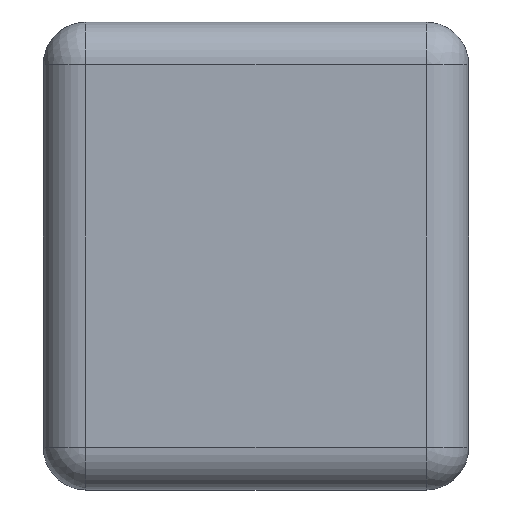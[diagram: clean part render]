
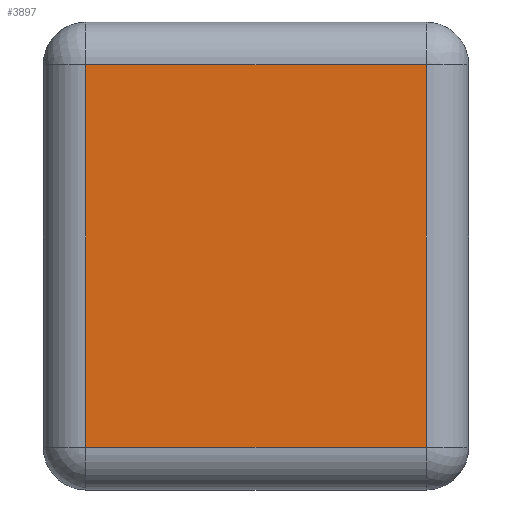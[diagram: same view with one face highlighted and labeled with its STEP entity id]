
A CAD part, left-side view. The second image highlights one B-rep face of the part: STEP entity #3897.
In plain terms, the highlighted planar face has unit normal (-1, 0, 0).
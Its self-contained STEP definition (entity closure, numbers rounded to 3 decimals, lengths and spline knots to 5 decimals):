
#189=FACE_OUTER_BOUND('',#406,.T.);
#406=EDGE_LOOP('',(#2654,#2655,#2656,#2657));
#635=LINE('',#5882,#1018);
#636=LINE('',#5884,#1019);
#637=LINE('',#5886,#1020);
#638=LINE('',#5887,#1021);
#1018=VECTOR('',#4633,0.4);
#1019=VECTOR('',#4634,0.45);
#1020=VECTOR('',#4635,0.4);
#1021=VECTOR('',#4636,0.45);
#1615=VERTEX_POINT('',#5880);
#1616=VERTEX_POINT('',#5881);
#1617=VERTEX_POINT('',#5883);
#1618=VERTEX_POINT('',#5885);
#2021=EDGE_CURVE('',#1615,#1616,#635,.T.);
#2022=EDGE_CURVE('',#1617,#1615,#636,.T.);
#2023=EDGE_CURVE('',#1618,#1617,#637,.T.);
#2024=EDGE_CURVE('',#1616,#1618,#638,.T.);
#2654=ORIENTED_EDGE('',*,*,#2021,.F.);
#2655=ORIENTED_EDGE('',*,*,#2022,.F.);
#2656=ORIENTED_EDGE('',*,*,#2023,.F.);
#2657=ORIENTED_EDGE('',*,*,#2024,.F.);
#3782=PLANE('',#4136);
#3897=ADVANCED_FACE('',(#189),#3782,.T.);
#4136=AXIS2_PLACEMENT_3D('',#5879,#4631,#4632);
#4631=DIRECTION('center_axis',(-1.,0.,0.));
#4632=DIRECTION('ref_axis',(0.,-1.,0.));
#4633=DIRECTION('',(0.,1.,0.));
#4634=DIRECTION('',(0.,0.,-1.));
#4635=DIRECTION('',(0.,-1.,0.));
#4636=DIRECTION('',(0.,0.,1.));
#5879=CARTESIAN_POINT('Origin',(-0.5,0.25,0.));
#5880=CARTESIAN_POINT('',(-0.5,-0.2,0.05));
#5881=CARTESIAN_POINT('',(-0.5,0.2,0.05));
#5882=CARTESIAN_POINT('',(-0.5,0.125,0.05));
#5883=CARTESIAN_POINT('',(-0.5,-0.2,0.5));
#5884=CARTESIAN_POINT('',(-0.5,-0.2,0.));
#5885=CARTESIAN_POINT('',(-0.5,0.2,0.5));
#5886=CARTESIAN_POINT('',(-0.5,0.125,0.5));
#5887=CARTESIAN_POINT('',(-0.5,0.2,0.));
